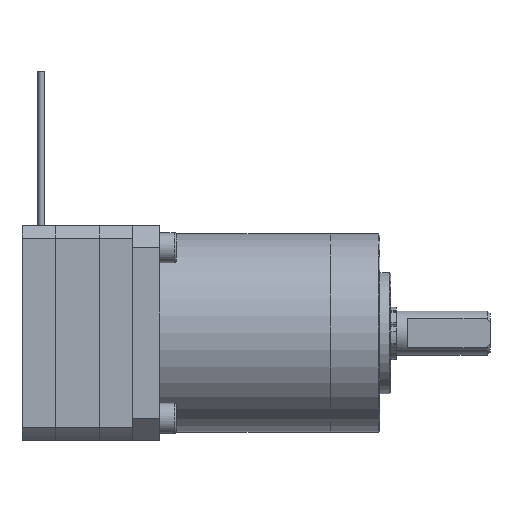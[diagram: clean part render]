
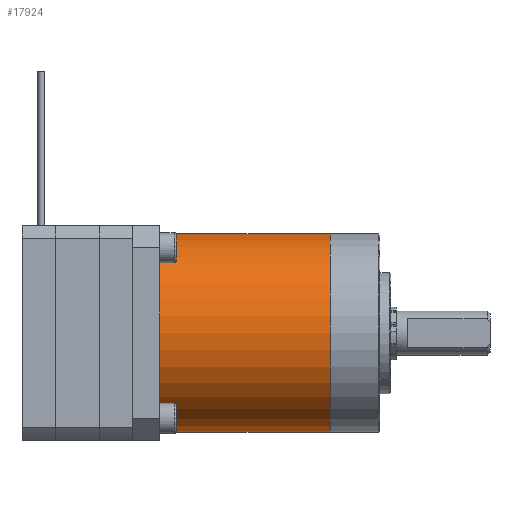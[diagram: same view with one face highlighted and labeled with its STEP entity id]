
A CAD part, left-side view. The second image highlights one B-rep face of the part: STEP entity #17924.
In plain terms, the highlighted cylindrical face has radius 18 mm (diameter 36 mm), a partial arc.
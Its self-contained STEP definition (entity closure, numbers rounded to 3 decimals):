
#1277 = CARTESIAN_POINT ( 'NONE',  ( -18., 0., 31. ) ) ;
#1303 = CIRCLE ( 'NONE', #6153, 18. ) ;
#3222 = DIRECTION ( 'NONE',  ( 1., 0., 0. ) ) ;
#4130 = AXIS2_PLACEMENT_3D ( 'NONE', #12585, #12468, #3222 ) ;
#4132 = CARTESIAN_POINT ( 'NONE',  ( 18., 0., 31. ) ) ;
#4203 = DIRECTION ( 'NONE',  ( -1., 0., 0. ) ) ;
#5094 = VERTEX_POINT ( 'NONE', #4132 ) ;
#5430 = ORIENTED_EDGE ( 'NONE', *, *, #15616, .F. ) ;
#5947 = VECTOR ( 'NONE', #24669, 1000. ) ;
#6023 = CARTESIAN_POINT ( 'NONE',  ( 0., 0., 0. ) ) ;
#6153 = AXIS2_PLACEMENT_3D ( 'NONE', #6023, #15409, #13750 ) ;
#7085 = DIRECTION ( 'NONE',  ( 0., 0., -1. ) ) ;
#7189 = CARTESIAN_POINT ( 'NONE',  ( -18., 0., 31. ) ) ;
#7318 = CARTESIAN_POINT ( 'NONE',  ( 18., 0., 31. ) ) ;
#7397 = VERTEX_POINT ( 'NONE', #18253 ) ;
#7638 = CARTESIAN_POINT ( 'NONE',  ( 0., 0., 31. ) ) ;
#8167 = EDGE_CURVE ( 'NONE', #5094, #7397, #15179, .T. ) ;
#8475 = ORIENTED_EDGE ( 'NONE', *, *, #13326, .F. ) ;
#10573 = ORIENTED_EDGE ( 'NONE', *, *, #13110, .T. ) ;
#11446 = DIRECTION ( 'NONE',  ( 0., 0., -1. ) ) ;
#11814 = FACE_OUTER_BOUND ( 'NONE', #23046, .T. ) ;
#11861 = CARTESIAN_POINT ( 'NONE',  ( -18., 0., 0. ) ) ;
#12468 = DIRECTION ( 'NONE',  ( 0., 0., 1. ) ) ;
#12530 = LINE ( 'NONE', #1277, #18041 ) ;
#12585 = CARTESIAN_POINT ( 'NONE',  ( 0., 0., 31. ) ) ;
#13110 = EDGE_CURVE ( 'NONE', #7397, #16319, #1303, .T. ) ;
#13326 = EDGE_CURVE ( 'NONE', #5094, #16175, #21142, .T. ) ;
#13750 = DIRECTION ( 'NONE',  ( 1., 0., 0. ) ) ;
#15179 = LINE ( 'NONE', #7318, #5947 ) ;
#15409 = DIRECTION ( 'NONE',  ( 0., 0., 1. ) ) ;
#15616 = EDGE_CURVE ( 'NONE', #16175, #16319, #12530, .T. ) ;
#16175 = VERTEX_POINT ( 'NONE', #7189 ) ;
#16319 = VERTEX_POINT ( 'NONE', #11861 ) ;
#17924 = ADVANCED_FACE ( 'NONE', ( #11814 ), #23342, .T. ) ;
#18041 = VECTOR ( 'NONE', #7085, 1000. ) ;
#18253 = CARTESIAN_POINT ( 'NONE',  ( 18., 0., 0. ) ) ;
#20879 = ORIENTED_EDGE ( 'NONE', *, *, #8167, .T. ) ;
#21142 = CIRCLE ( 'NONE', #4130, 18. ) ;
#22121 = AXIS2_PLACEMENT_3D ( 'NONE', #7638, #11446, #4203 ) ;
#23046 = EDGE_LOOP ( 'NONE', ( #8475, #20879, #10573, #5430 ) ) ;
#23342 = CYLINDRICAL_SURFACE ( 'NONE', #22121, 18. ) ;
#24669 = DIRECTION ( 'NONE',  ( 0., 0., -1. ) ) ;
